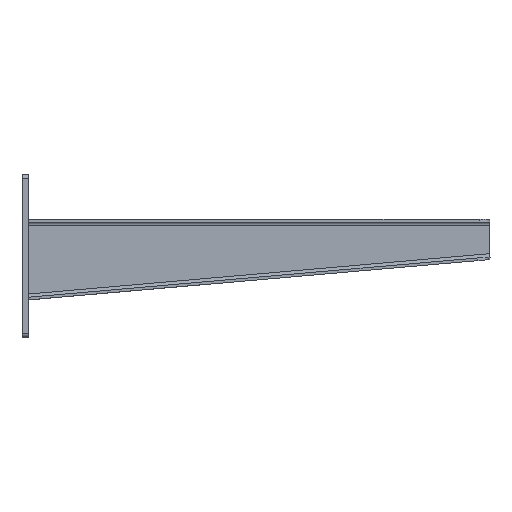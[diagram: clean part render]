
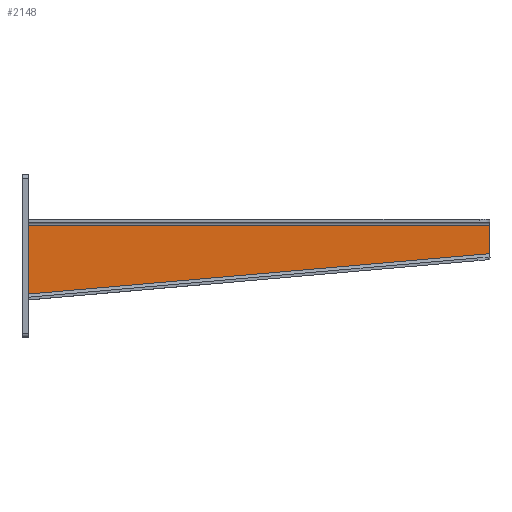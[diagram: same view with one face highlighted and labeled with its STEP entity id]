
A CAD part, top view. The second image highlights one B-rep face of the part: STEP entity #2148.
In plain terms, the highlighted planar face has unit normal (0, 0, 1).
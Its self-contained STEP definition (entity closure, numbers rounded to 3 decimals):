
#5 = EDGE_LOOP ( 'NONE', ( #358, #359, #360, #361 ) ) ;
#255 = CARTESIAN_POINT ( 'NONE',  ( -430., 39.72, 0. ) ) ;
#257 = CARTESIAN_POINT ( 'NONE',  ( -430., -23.792, 0. ) ) ;
#261 = CARTESIAN_POINT ( 'NONE',  ( -3., 13.566, 0. ) ) ;
#265 = CARTESIAN_POINT ( 'NONE',  ( -3., 39.72, 0. ) ) ;
#358 = ORIENTED_EDGE ( 'NONE', *, *, #2575, .T. ) ;
#359 = ORIENTED_EDGE ( 'NONE', *, *, #2580, .F. ) ;
#360 = ORIENTED_EDGE ( 'NONE', *, *, #2579, .T. ) ;
#361 = ORIENTED_EDGE ( 'NONE', *, *, #2576, .T. ) ;
#488 = LINE ( 'NONE', #1454, #489 ) ;
#489 = VECTOR ( 'NONE', #1456, 1000. ) ;
#491 = LINE ( 'NONE', #1448, #492 ) ;
#492 = VECTOR ( 'NONE', #1457, 1000. ) ;
#493 = LINE ( 'NONE', #1460, #496 ) ;
#495 = LINE ( 'NONE', #1462, #498 ) ;
#496 = VECTOR ( 'NONE', #1461, 1000. ) ;
#498 = VECTOR ( 'NONE', #1463, 1000. ) ;
#837 = CARTESIAN_POINT ( 'NONE',  ( -635., 73.5, 0. ) ) ;
#841 = PLANE ( 'NONE',  #2639 ) ;
#843 = DIRECTION ( 'NONE',  ( 0., 0., -1. ) ) ;
#844 = DIRECTION ( 'NONE',  ( -1., 0., 0. ) ) ;
#1448 = CARTESIAN_POINT ( 'NONE',  ( -635., 39.72, 0. ) ) ;
#1454 = CARTESIAN_POINT ( 'NONE',  ( -430., 73.5, 0. ) ) ;
#1456 = DIRECTION ( 'NONE',  ( 0., -1., 0. ) ) ;
#1457 = DIRECTION ( 'NONE',  ( -1., 0., 0. ) ) ;
#1460 = CARTESIAN_POINT ( 'NONE',  ( -3., 73.5, 0. ) ) ;
#1461 = DIRECTION ( 'NONE',  ( 0., 1., 0. ) ) ;
#1462 = CARTESIAN_POINT ( 'NONE',  ( -624.996, -40.851, 0. ) ) ;
#1463 = DIRECTION ( 'NONE',  ( -0.996, -0.087, 0. ) ) ;
#2008 = VERTEX_POINT ( 'NONE', #255 ) ;
#2011 = VERTEX_POINT ( 'NONE', #261 ) ;
#2012 = VERTEX_POINT ( 'NONE', #257 ) ;
#2016 = VERTEX_POINT ( 'NONE', #265 ) ;
#2079 = FACE_OUTER_BOUND ( 'NONE', #5, .T. ) ;
#2148 = ADVANCED_FACE ( 'NONE', ( #2079 ), #841, .F. ) ;
#2575 = EDGE_CURVE ( 'NONE', #2008, #2012, #488, .T. ) ;
#2576 = EDGE_CURVE ( 'NONE', #2016, #2008, #491, .T. ) ;
#2579 = EDGE_CURVE ( 'NONE', #2011, #2016, #493, .T. ) ;
#2580 = EDGE_CURVE ( 'NONE', #2011, #2012, #495, .T. ) ;
#2639 = AXIS2_PLACEMENT_3D ( 'NONE', #837, #843, #844 ) ;
